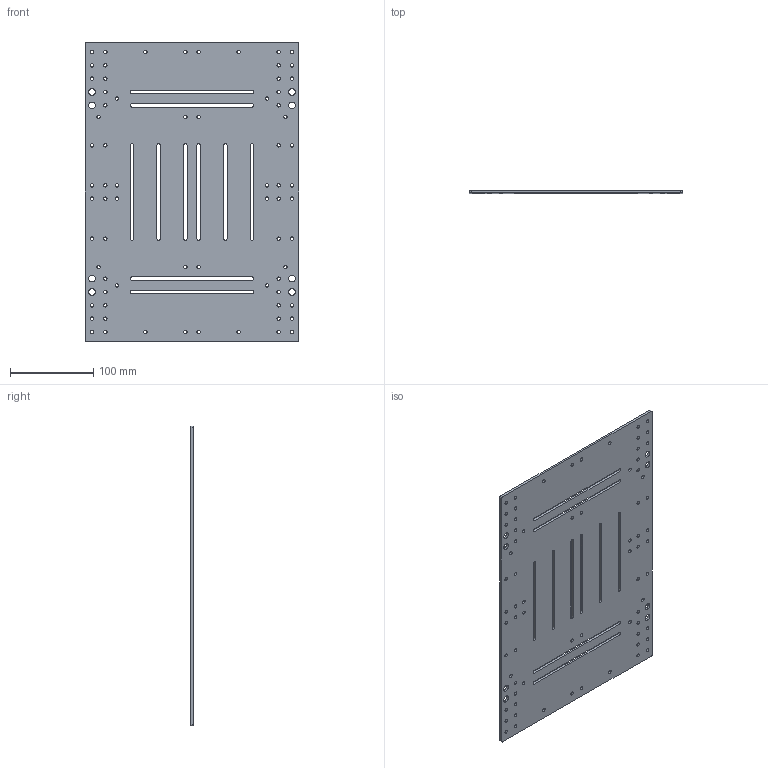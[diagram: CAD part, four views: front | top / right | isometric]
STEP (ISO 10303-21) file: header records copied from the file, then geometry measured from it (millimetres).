
FILE_DESCRIPTION (( 'STEP AP214' ), '1' );
FILE_NAME ('Aluminum plate 360x256x3mm臏啣.step', '2016-10-28T04:08:42', ( 'dell' ), ( '' ), 'SwSTEP 2.0', 'SolidWorks 2013', '' );
FILE_SCHEMA (( 'AUTOMOTIVE_DESIGN' ));
Length unit declared in the file: millimetre
Products named in the file (1): Aluminum plate 360x256x3mm臏啣
Bounding box: 256 x 3 x 360 mm (x, y, z)
Volume: 256665.1 mm3; surface area: 186055.6 mm2
Topology: 1 solids, 1 shells, 216 faces, 642 edges, 428 vertices
Faces by surface type: cylinder 190, plane 26
Entity records: 7860 total; most frequent: DIRECTION 1456, CARTESIAN_POINT 1287, ORIENTED_EDGE 1284, EDGE_CURVE 642, AXIS2_PLACEMENT_3D 597, VERTEX_POINT 428, EDGE_LOOP 396, CIRCLE 380
